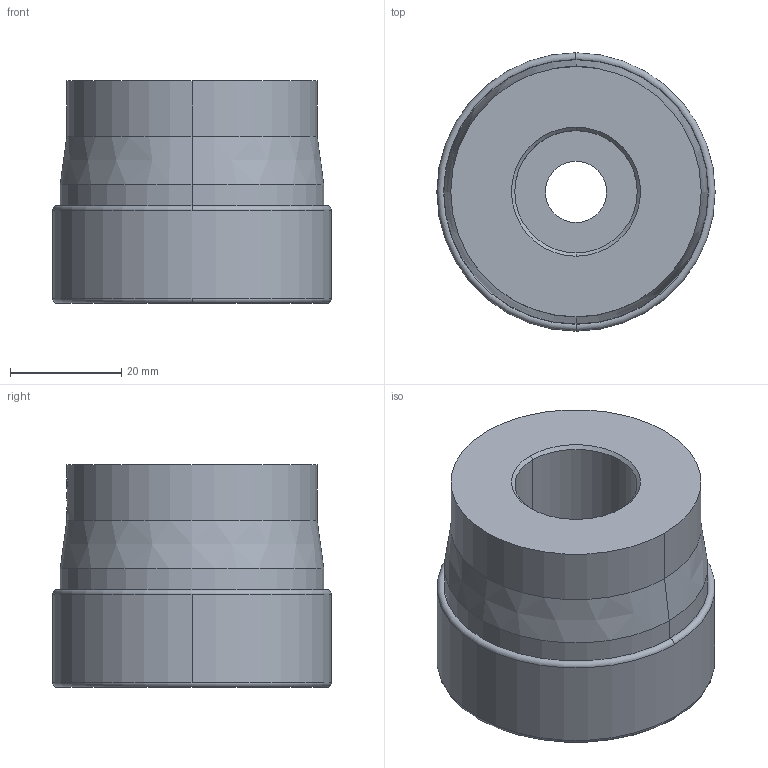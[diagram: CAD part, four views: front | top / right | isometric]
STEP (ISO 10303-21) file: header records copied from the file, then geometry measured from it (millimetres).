
FILE_DESCRIPTION(('no description'),'unknown implementation level');
FILE_NAME('solidMDlEFWRIhGIidUTn3ZCuHNg6Jhk_1.STP',' ',('CIM GmbH Aachen'),('CADClick - KiM GmbH - www.kimweb.de'),'unknown preprocess','ACIS','unknown authorization');
FILE_SCHEMA(('automotive_design'));
Length unit declared in the file: millimetre
Products named in the file (2): 1; 2
Bounding box: 50 x 50 x 40 mm (x, y, z)
Volume: 70367.6 mm3; surface area: 17345.8 mm2
Topology: 2 solids, 2 shells, 47 faces, 119 edges, 76 vertices
Faces by surface type: cylinder 20, cone 10, plane 9, torus 8
Entity records: 3208 total; most frequent: CARTESIAN_POINT 627, DIRECTION 273, STYLED_ITEM 244, PRESENTATION_STYLE_ASSIGNMENT 244, COLOUR_RGB 244, ORIENTED_EDGE 238, EDGE_CURVE 119, CURVE_STYLE 119
